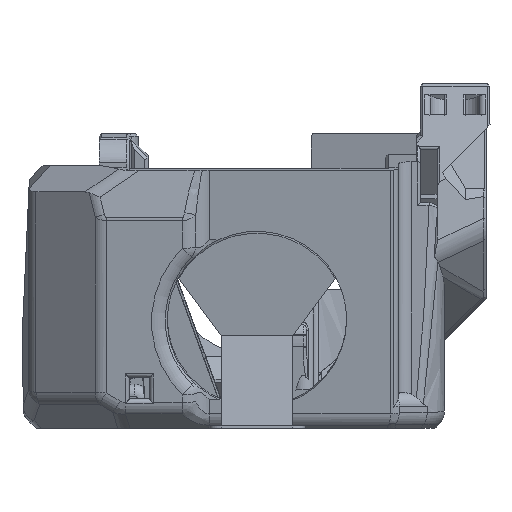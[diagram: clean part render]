
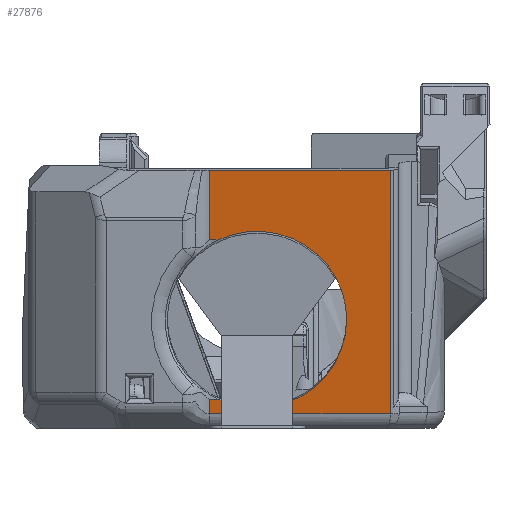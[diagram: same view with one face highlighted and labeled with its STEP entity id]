
A CAD part, left-side view. The second image highlights one B-rep face of the part: STEP entity #27876.
In plain terms, the highlighted planar face has unit normal (-0.985, 0, -0.174).
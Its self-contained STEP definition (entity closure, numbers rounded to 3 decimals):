
#709=B_SPLINE_CURVE_WITH_KNOTS('',3,(#44276,#44277,#44278,#44279),
 .UNSPECIFIED.,.F.,.F.,(4,4),(0.,0.001),.UNSPECIFIED.);
#718=B_SPLINE_CURVE_WITH_KNOTS('',3,(#44431,#44432,#44433,#44434),
 .UNSPECIFIED.,.F.,.F.,(4,4),(0.,0.001),.UNSPECIFIED.);
#1980=CIRCLE('',#30008,14.);
#5594=ORIENTED_EDGE('',*,*,#13051,.T.);
#5595=ORIENTED_EDGE('',*,*,#13117,.T.);
#5596=ORIENTED_EDGE('',*,*,#13112,.F.);
#5597=ORIENTED_EDGE('',*,*,#13118,.F.);
#5598=ORIENTED_EDGE('',*,*,#13119,.T.);
#5599=ORIENTED_EDGE('',*,*,#13120,.T.);
#5600=ORIENTED_EDGE('',*,*,#13121,.T.);
#5601=ORIENTED_EDGE('',*,*,#13054,.T.);
#5602=ORIENTED_EDGE('',*,*,#13052,.T.);
#13051=EDGE_CURVE('',#16797,#16868,#19328,.T.);
#13052=EDGE_CURVE('',#16869,#16797,#19329,.F.);
#13054=EDGE_CURVE('',#16870,#16869,#709,.T.);
#13112=EDGE_CURVE('',#16909,#16910,#19372,.F.);
#13117=EDGE_CURVE('',#16868,#16910,#19374,.T.);
#13118=EDGE_CURVE('',#16913,#16909,#19375,.T.);
#13119=EDGE_CURVE('',#16913,#16914,#19376,.F.);
#13120=EDGE_CURVE('',#16914,#16915,#718,.F.);
#13121=EDGE_CURVE('',#16915,#16870,#1980,.T.);
#16797=VERTEX_POINT('',#43995);
#16868=VERTEX_POINT('',#44243);
#16869=VERTEX_POINT('',#44247);
#16870=VERTEX_POINT('',#44280);
#16909=VERTEX_POINT('',#44414);
#16910=VERTEX_POINT('',#44415);
#16913=VERTEX_POINT('',#44428);
#16914=VERTEX_POINT('',#44430);
#16915=VERTEX_POINT('',#44435);
#19328=LINE('',#44244,#21722);
#19329=LINE('',#44246,#21723);
#19372=LINE('',#44413,#21766);
#19374=LINE('',#44426,#21768);
#19375=LINE('',#44427,#21769);
#19376=LINE('',#44429,#21770);
#21722=VECTOR('',#34313,1000.);
#21723=VECTOR('',#34316,1000.);
#21766=VECTOR('',#34403,1000.);
#21768=VECTOR('',#34411,1000.);
#21769=VECTOR('',#34412,1000.);
#21770=VECTOR('',#34413,1000.);
#23549=EDGE_LOOP('',(#5594,#5595,#5596,#5597,#5598,#5599,#5600,#5601,#5602));
#25304=FACE_BOUND('',#23549,.T.);
#26820=PLANE('',#30007);
#27876=ADVANCED_FACE('',(#25304),#26820,.F.);
#30007=AXIS2_PLACEMENT_3D('',#44425,#34409,#34410);
#30008=AXIS2_PLACEMENT_3D('',#44436,#34414,#34415);
#34313=DIRECTION('',(0.,-1.,0.));
#34316=DIRECTION('',(-0.174,0.,0.985));
#34403=DIRECTION('',(-0.174,0.,0.985));
#34409=DIRECTION('',(0.985,0.,0.174));
#34410=DIRECTION('',(-0.174,0.,0.985));
#34411=DIRECTION('',(0.,-1.,0.));
#34412=DIRECTION('',(0.,-1.,0.));
#34413=DIRECTION('',(-0.174,0.,0.985));
#34414=DIRECTION('',(0.985,0.,0.174));
#34415=DIRECTION('',(-0.174,0.,0.985));
#43995=CARTESIAN_POINT('',(-27.864,12.27,2.262));
#44243=CARTESIAN_POINT('',(-27.864,-15.96,2.262));
#44244=CARTESIAN_POINT('',(-27.864,-14.655,2.262));
#44246=CARTESIAN_POINT('',(-31.185,12.27,21.099));
#44247=CARTESIAN_POINT('',(-28.255,12.27,4.482));
#44276=CARTESIAN_POINT('',(-28.27,10.952,4.562));
#44277=CARTESIAN_POINT('',(-28.27,11.393,4.564));
#44278=CARTESIAN_POINT('',(-28.265,11.833,4.537));
#44279=CARTESIAN_POINT('',(-28.255,12.27,4.482));
#44280=CARTESIAN_POINT('',(-28.27,10.952,4.562));
#44413=CARTESIAN_POINT('',(-7.663,-16.002,-112.301));
#44414=CARTESIAN_POINT('',(-34.572,-16.002,40.304));
#44415=CARTESIAN_POINT('',(-27.864,-16.002,2.262));
#44425=CARTESIAN_POINT('',(-31.185,24.853,21.099));
#44426=CARTESIAN_POINT('',(-27.864,-14.655,2.262));
#44427=CARTESIAN_POINT('',(-34.572,24.853,40.304));
#44428=CARTESIAN_POINT('',(-34.572,12.27,40.304));
#44429=CARTESIAN_POINT('',(-31.185,12.27,21.099));
#44430=CARTESIAN_POINT('',(-32.66,12.27,29.463));
#44431=CARTESIAN_POINT('',(-32.646,10.952,29.383));
#44432=CARTESIAN_POINT('',(-32.646,11.393,29.381));
#44433=CARTESIAN_POINT('',(-32.651,11.833,29.409));
#44434=CARTESIAN_POINT('',(-32.66,12.27,29.463));
#44435=CARTESIAN_POINT('',(-32.646,10.952,29.383));
#44436=CARTESIAN_POINT('',(-30.458,4.853,16.973));
